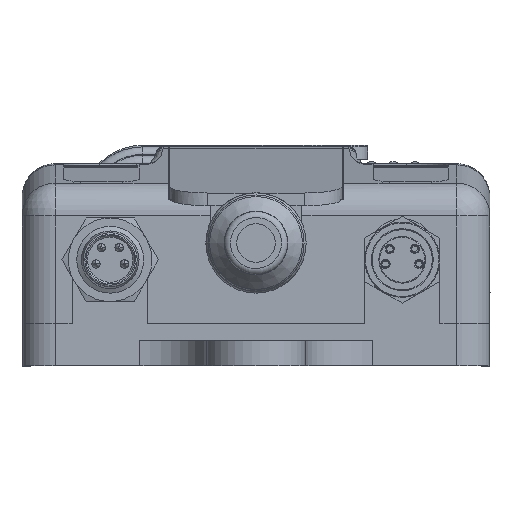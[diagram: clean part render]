
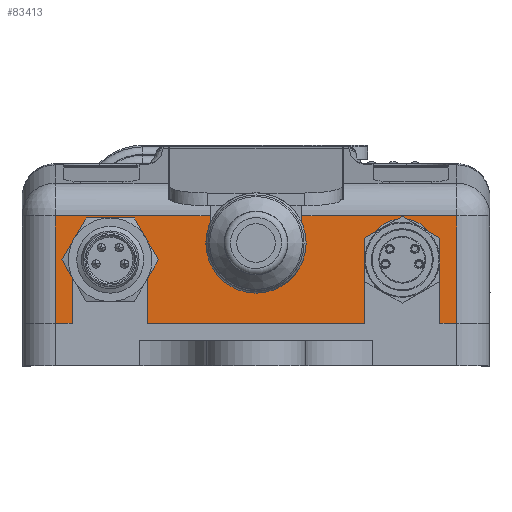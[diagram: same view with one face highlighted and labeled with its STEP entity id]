
A CAD part, left-side view. The second image highlights one B-rep face of the part: STEP entity #83413.
In plain terms, the highlighted planar face has unit normal (-1, 0, 0).
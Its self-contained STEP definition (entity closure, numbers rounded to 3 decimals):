
#8477=CIRCLE('',#89475,4.);
#8478=CIRCLE('',#89480,4.);
#8481=CIRCLE('',#89486,5.);
#12725=FACE_OUTER_BOUND('',#17595,.T.);
#17595=EDGE_LOOP('',(#74756,#74757,#74758,#74759,#74760,#74761,#74762,#74763,
#74764,#74765,#74766,#74767,#74768,#74769,#74770,#74771,#74772,#74773,#74774,
#74775,#74776,#74777));
#25068=LINE('',#151993,#33414);
#25074=LINE('',#152006,#33420);
#25090=LINE('',#152037,#33436);
#25091=LINE('',#152041,#33437);
#25418=LINE('',#154493,#33764);
#25423=LINE('',#154505,#33769);
#25620=LINE('',#156596,#33966);
#25621=LINE('',#156600,#33967);
#25622=LINE('',#156603,#33968);
#25624=LINE('',#156606,#33970);
#25626=LINE('',#156612,#33972);
#25627=LINE('',#156615,#33973);
#25629=LINE('',#156618,#33975);
#25631=LINE('',#156627,#33977);
#25632=LINE('',#156630,#33978);
#25633=LINE('',#156634,#33979);
#25634=LINE('',#156637,#33980);
#25732=LINE('',#157772,#34078);
#25733=LINE('',#157773,#34079);
#33414=VECTOR('',#107427,0.5);
#33420=VECTOR('',#107435,0.5);
#33436=VECTOR('',#107459,0.5);
#33437=VECTOR('',#107462,0.5);
#33764=VECTOR('',#108377,0.5);
#33769=VECTOR('',#108388,0.5);
#33966=VECTOR('',#108967,18.5);
#33967=VECTOR('',#108972,12.834);
#33968=VECTOR('',#108975,2.);
#33970=VECTOR('',#108979,8.52);
#33972=VECTOR('',#108987,8.52);
#33973=VECTOR('',#108990,26.);
#33975=VECTOR('',#108994,8.52);
#33977=VECTOR('',#109004,18.5);
#33978=VECTOR('',#109009,3.234);
#33979=VECTOR('',#109016,3.234);
#33980=VECTOR('',#109019,8.52);
#34078=VECTOR('',#109375,12.834);
#34079=VECTOR('',#109376,2.);
#40938=VERTEX_POINT('',#151990);
#40939=VERTEX_POINT('',#151992);
#40944=VERTEX_POINT('',#152003);
#40945=VERTEX_POINT('',#152005);
#40954=VERTEX_POINT('',#152030);
#40956=VERTEX_POINT('',#152035);
#40957=VERTEX_POINT('',#152039);
#40958=VERTEX_POINT('',#152040);
#41267=VERTEX_POINT('',#154455);
#41277=VERTEX_POINT('',#154487);
#41279=VERTEX_POINT('',#154491);
#41281=VERTEX_POINT('',#154499);
#41283=VERTEX_POINT('',#154503);
#41470=VERTEX_POINT('',#156594);
#41471=VERTEX_POINT('',#156598);
#41472=VERTEX_POINT('',#156602);
#41473=VERTEX_POINT('',#156610);
#41474=VERTEX_POINT('',#156614);
#41476=VERTEX_POINT('',#156624);
#41477=VERTEX_POINT('',#156626);
#41478=VERTEX_POINT('',#156636);
#41573=VERTEX_POINT('',#157771);
#51726=EDGE_CURVE('',#40938,#40939,#25068,.T.);
#51732=EDGE_CURVE('',#40944,#40945,#25074,.T.);
#51748=EDGE_CURVE('',#40954,#40956,#25090,.T.);
#51749=EDGE_CURVE('',#40957,#40958,#25091,.T.);
#52241=EDGE_CURVE('',#41279,#41277,#25418,.T.);
#52247=EDGE_CURVE('',#41283,#41281,#25423,.T.);
#52566=EDGE_CURVE('',#41470,#41267,#25620,.F.);
#52568=EDGE_CURVE('',#41267,#41471,#25621,.F.);
#52569=EDGE_CURVE('',#41471,#41472,#25622,.T.);
#52571=EDGE_CURVE('',#41472,#40938,#25624,.T.);
#52572=EDGE_CURVE('',#40939,#40944,#8477,.T.);
#52574=EDGE_CURVE('',#40945,#41473,#25626,.F.);
#52575=EDGE_CURVE('',#41473,#41474,#25627,.T.);
#52577=EDGE_CURVE('',#41474,#40956,#25629,.T.);
#52578=EDGE_CURVE('',#40954,#40958,#8478,.T.);
#52581=EDGE_CURVE('',#41476,#41477,#25631,.F.);
#52583=EDGE_CURVE('',#41477,#41279,#25632,.F.);
#52584=EDGE_CURVE('',#41277,#41283,#8481,.F.);
#52585=EDGE_CURVE('',#41281,#41470,#25633,.T.);
#52586=EDGE_CURVE('',#40957,#41478,#25634,.F.);
#52765=EDGE_CURVE('',#41573,#41476,#25732,.F.);
#52766=EDGE_CURVE('',#41573,#41478,#25733,.T.);
#74756=ORIENTED_EDGE('',*,*,#52247,.F.);
#74757=ORIENTED_EDGE('',*,*,#52584,.F.);
#74758=ORIENTED_EDGE('',*,*,#52241,.F.);
#74759=ORIENTED_EDGE('',*,*,#52583,.F.);
#74760=ORIENTED_EDGE('',*,*,#52581,.F.);
#74761=ORIENTED_EDGE('',*,*,#52765,.F.);
#74762=ORIENTED_EDGE('',*,*,#52766,.T.);
#74763=ORIENTED_EDGE('',*,*,#52586,.F.);
#74764=ORIENTED_EDGE('',*,*,#51749,.T.);
#74765=ORIENTED_EDGE('',*,*,#52578,.F.);
#74766=ORIENTED_EDGE('',*,*,#51748,.T.);
#74767=ORIENTED_EDGE('',*,*,#52577,.F.);
#74768=ORIENTED_EDGE('',*,*,#52575,.F.);
#74769=ORIENTED_EDGE('',*,*,#52574,.F.);
#74770=ORIENTED_EDGE('',*,*,#51732,.F.);
#74771=ORIENTED_EDGE('',*,*,#52572,.F.);
#74772=ORIENTED_EDGE('',*,*,#51726,.F.);
#74773=ORIENTED_EDGE('',*,*,#52571,.F.);
#74774=ORIENTED_EDGE('',*,*,#52569,.F.);
#74775=ORIENTED_EDGE('',*,*,#52568,.F.);
#74776=ORIENTED_EDGE('',*,*,#52566,.F.);
#74777=ORIENTED_EDGE('',*,*,#52585,.F.);
#79244=PLANE('',#89617);
#83413=ADVANCED_FACE('',(#12725),#79244,.F.);
#89475=AXIS2_PLACEMENT_3D('',#156608,#108982,#108983);
#89480=AXIS2_PLACEMENT_3D('',#156620,#108997,#108998);
#89486=AXIS2_PLACEMENT_3D('',#156632,#109012,#109013);
#89617=AXIS2_PLACEMENT_3D('',#157770,#109373,#109374);
#107427=DIRECTION('',(0.,1.,0.));
#107435=DIRECTION('',(0.,1.,0.));
#107459=DIRECTION('',(0.,-1.,0.));
#107462=DIRECTION('',(0.,-1.,0.));
#108377=DIRECTION('',(0.,-1.,0.));
#108388=DIRECTION('',(0.,-1.,0.));
#108967=DIRECTION('',(0.,1.,0.));
#108972=DIRECTION('',(0.,0.,1.));
#108975=DIRECTION('',(0.,1.,0.));
#108979=DIRECTION('',(0.,0.,1.));
#108982=DIRECTION('center_axis',(-1.,0.,0.));
#108983=DIRECTION('ref_axis',(0.,-1.,0.));
#108987=DIRECTION('',(0.,0.,1.));
#108990=DIRECTION('',(0.,1.,0.));
#108994=DIRECTION('',(0.,0.,1.));
#108997=DIRECTION('center_axis',(-1.,0.,0.));
#108998=DIRECTION('ref_axis',(0.,-1.,0.));
#109004=DIRECTION('',(0.,1.,0.));
#109009=DIRECTION('',(0.,0.,1.));
#109012=DIRECTION('center_axis',(1.,0.,0.));
#109013=DIRECTION('ref_axis',(0.,1.,0.));
#109016=DIRECTION('',(0.,0.,1.));
#109019=DIRECTION('',(0.,0.,1.));
#109373=DIRECTION('center_axis',(1.,0.,0.));
#109374=DIRECTION('ref_axis',(0.,1.,0.));
#109375=DIRECTION('',(0.,0.,-1.));
#109376=DIRECTION('',(0.,-1.,0.));
#151990=CARTESIAN_POINT('',(-87.5,-22.,8.52));
#151992=CARTESIAN_POINT('',(-87.5,-21.5,8.52));
#151993=CARTESIAN_POINT('',(-87.5,-22.,8.52));
#152003=CARTESIAN_POINT('',(-87.5,-13.5,8.52));
#152005=CARTESIAN_POINT('',(-87.5,-13.,8.52));
#152006=CARTESIAN_POINT('',(-87.5,-13.5,8.52));
#152030=CARTESIAN_POINT('',(-87.5,13.5,8.52));
#152035=CARTESIAN_POINT('',(-87.5,13.,8.52));
#152037=CARTESIAN_POINT('',(-87.5,13.5,8.52));
#152039=CARTESIAN_POINT('',(-87.5,22.,8.52));
#152040=CARTESIAN_POINT('',(-87.5,21.5,8.52));
#152041=CARTESIAN_POINT('',(-87.5,22.,8.52));
#154455=CARTESIAN_POINT('',(-87.5,-24.,12.834));
#154487=CARTESIAN_POINT('',(-87.5,5.,9.6));
#154491=CARTESIAN_POINT('',(-87.5,5.5,9.6));
#154493=CARTESIAN_POINT('',(-87.5,5.5,9.6));
#154499=CARTESIAN_POINT('',(-87.5,-5.5,9.6));
#154503=CARTESIAN_POINT('',(-87.5,-5.,9.6));
#154505=CARTESIAN_POINT('',(-87.5,-5.,9.6));
#156594=CARTESIAN_POINT('',(-87.5,-5.5,12.834));
#156596=CARTESIAN_POINT('',(-87.5,-24.,12.834));
#156598=CARTESIAN_POINT('',(-87.5,-24.,0.));
#156600=CARTESIAN_POINT('',(-87.5,-24.,0.));
#156602=CARTESIAN_POINT('',(-87.5,-22.,0.));
#156603=CARTESIAN_POINT('',(-87.5,-24.,0.));
#156606=CARTESIAN_POINT('',(-87.5,-22.,0.));
#156608=CARTESIAN_POINT('Origin',(-87.5,-17.5,8.52));
#156610=CARTESIAN_POINT('',(-87.5,-13.,0.));
#156612=CARTESIAN_POINT('',(-87.5,-13.,0.));
#156614=CARTESIAN_POINT('',(-87.5,13.,0.));
#156615=CARTESIAN_POINT('',(-87.5,-13.,0.));
#156618=CARTESIAN_POINT('',(-87.5,13.,0.));
#156620=CARTESIAN_POINT('Origin',(-87.5,17.5,8.52));
#156624=CARTESIAN_POINT('',(-87.5,24.,12.834));
#156626=CARTESIAN_POINT('',(-87.5,5.5,12.834));
#156627=CARTESIAN_POINT('',(-87.5,5.5,12.834));
#156630=CARTESIAN_POINT('',(-87.5,5.5,9.6));
#156632=CARTESIAN_POINT('Origin',(-87.5,0.,9.6));
#156634=CARTESIAN_POINT('',(-87.5,-5.5,9.6));
#156636=CARTESIAN_POINT('',(-87.5,22.,0.));
#156637=CARTESIAN_POINT('',(-87.5,22.,0.));
#157770=CARTESIAN_POINT('Origin',(-87.5,28.,1.6));
#157771=CARTESIAN_POINT('',(-87.5,24.,0.));
#157772=CARTESIAN_POINT('',(-87.5,24.,12.834));
#157773=CARTESIAN_POINT('',(-87.5,24.,0.));
